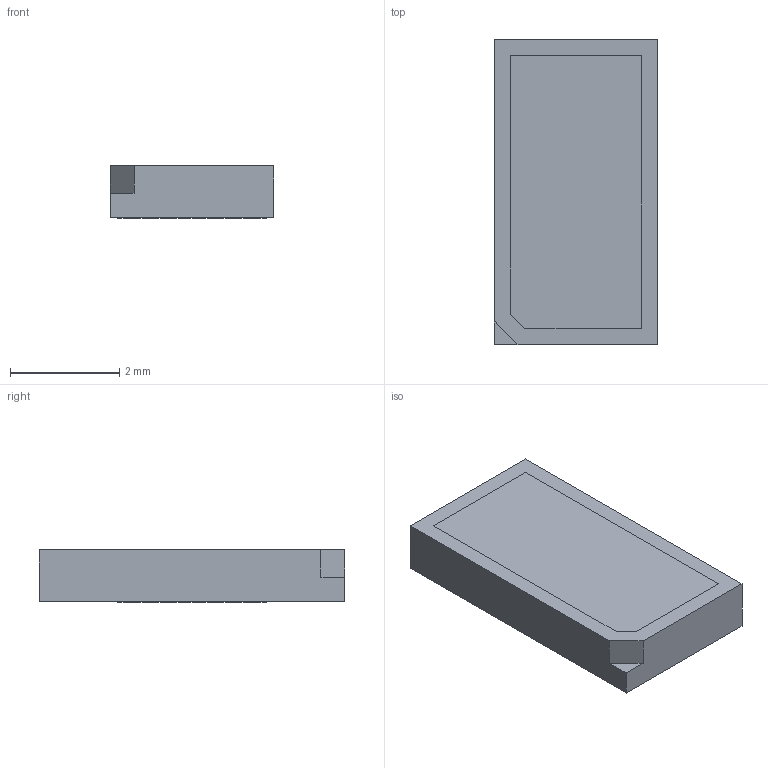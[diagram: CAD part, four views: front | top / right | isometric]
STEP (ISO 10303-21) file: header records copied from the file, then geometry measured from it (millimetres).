
FILE_DESCRIPTION (( 'STEP AP214' ), '1' );
FILE_NAME ('User Library-5630.STEP', '2015-01-01T14:32:09', ( 'Windows User' ), ( '' ), 'SwSTEP 2.0', 'SolidWorks 2015', '' );
FILE_SCHEMA (( 'AUTOMOTIVE_DESIGN' ));
Length unit declared in the file: millimetre
Products named in the file (1): User Library-5630
Bounding box: 3 x 5.6 x 0.96 mm (x, y, z)
Volume: 16 mm3; surface area: 87.1 mm2
Topology: 2 solids, 2 shells, 24 faces, 54 edges, 36 vertices
Faces by surface type: plane 22, cylinder 2
Entity records: 782 total; most frequent: CARTESIAN_POINT 115, ORIENTED_EDGE 108, DIRECTION 108, EDGE_CURVE 54, VECTOR 50, LINE 50, VERTEX_POINT 36, AXIS2_PLACEMENT_3D 29
